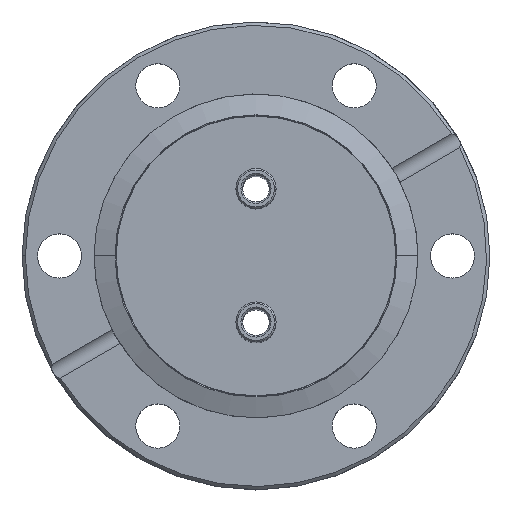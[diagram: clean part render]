
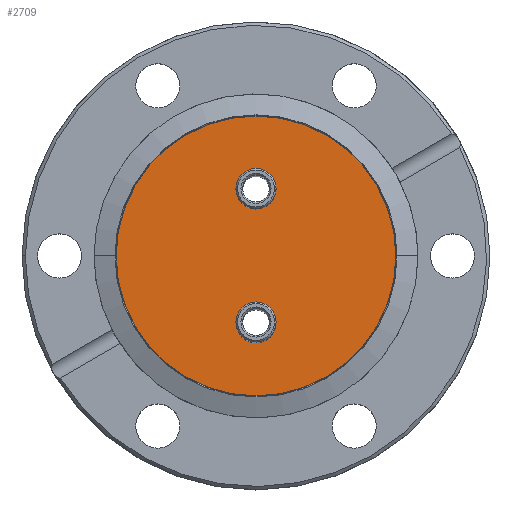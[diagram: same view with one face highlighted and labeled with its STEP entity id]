
A CAD part, top view. The second image highlights one B-rep face of the part: STEP entity #2709.
In plain terms, the highlighted planar face has unit normal (0, 0, 1).
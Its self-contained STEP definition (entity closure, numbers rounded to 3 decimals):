
#53 = CIRCLE ( 'NONE', #2300, 3. ) ;
#59 = DIRECTION ( 'NONE',  ( 0., 0., 1. ) ) ;
#113 = DIRECTION ( 'NONE',  ( 0., 0., 1. ) ) ;
#136 = ORIENTED_EDGE ( 'NONE', *, *, #590, .F. ) ;
#190 = AXIS2_PLACEMENT_3D ( 'NONE', #2002, #511, #2248 ) ;
#511 = DIRECTION ( 'NONE',  ( 0., 0., 1. ) ) ;
#586 = CARTESIAN_POINT ( 'NONE',  ( 0., 10., -1.2 ) ) ;
#590 = EDGE_CURVE ( 'NONE', #1550, #2336, #53, .T. ) ;
#667 = CARTESIAN_POINT ( 'NONE',  ( 0., 0., -1.2 ) ) ;
#807 = ORIENTED_EDGE ( 'NONE', *, *, #2043, .T. ) ;
#843 = DIRECTION ( 'NONE',  ( 1., 0., 0. ) ) ;
#876 = CIRCLE ( 'NONE', #1229, 20.898 ) ;
#917 = DIRECTION ( 'NONE',  ( 1., 0., 0. ) ) ;
#965 = CARTESIAN_POINT ( 'NONE',  ( -3., -10., -1.2 ) ) ;
#1042 = EDGE_CURVE ( 'NONE', #2336, #1550, #3016, .T. ) ;
#1074 = CARTESIAN_POINT ( 'NONE',  ( 3., -10., -1.2 ) ) ;
#1086 = FACE_BOUND ( 'NONE', #2875, .T. ) ;
#1126 = EDGE_CURVE ( 'NONE', #2305, #2214, #1814, .T. ) ;
#1161 = DIRECTION ( 'NONE',  ( 1., 0., 0. ) ) ;
#1229 = AXIS2_PLACEMENT_3D ( 'NONE', #1234, #2943, #1504 ) ;
#1234 = CARTESIAN_POINT ( 'NONE',  ( 0., 0., -1.2 ) ) ;
#1246 = AXIS2_PLACEMENT_3D ( 'NONE', #1601, #59, #1829 ) ;
#1269 = VERTEX_POINT ( 'NONE', #1635 ) ;
#1504 = DIRECTION ( 'NONE',  ( 1., 0., 0. ) ) ;
#1509 = CARTESIAN_POINT ( 'NONE',  ( 0., 0., -1.2 ) ) ;
#1550 = VERTEX_POINT ( 'NONE', #965 ) ;
#1601 = CARTESIAN_POINT ( 'NONE',  ( 0., -10., -1.2 ) ) ;
#1607 = AXIS2_PLACEMENT_3D ( 'NONE', #586, #2332, #843 ) ;
#1630 = ORIENTED_EDGE ( 'NONE', *, *, #2270, .F. ) ;
#1635 = CARTESIAN_POINT ( 'NONE',  ( -20.898, 0., -1.2 ) ) ;
#1637 = DIRECTION ( 'NONE',  ( 1., 0., 0. ) ) ;
#1814 = CIRCLE ( 'NONE', #1607, 3. ) ;
#1829 = DIRECTION ( 'NONE',  ( 1., 0., 0. ) ) ;
#1868 = CARTESIAN_POINT ( 'NONE',  ( 0., -10., -1.2 ) ) ;
#1876 = EDGE_LOOP ( 'NONE', ( #2856, #136 ) ) ;
#1973 = EDGE_CURVE ( 'NONE', #1269, #2280, #2207, .T. ) ;
#2002 = CARTESIAN_POINT ( 'NONE',  ( 0., 10., -1.2 ) ) ;
#2043 = EDGE_CURVE ( 'NONE', #2280, #1269, #876, .T. ) ;
#2112 = ORIENTED_EDGE ( 'NONE', *, *, #1973, .T. ) ;
#2113 = DIRECTION ( 'NONE',  ( 0., 0., 1. ) ) ;
#2151 = PLANE ( 'NONE',  #2914 ) ;
#2207 = CIRCLE ( 'NONE', #3181, 20.898 ) ;
#2214 = VERTEX_POINT ( 'NONE', #2551 ) ;
#2248 = DIRECTION ( 'NONE',  ( 1., 0., 0. ) ) ;
#2270 = EDGE_CURVE ( 'NONE', #2214, #2305, #2513, .T. ) ;
#2280 = VERTEX_POINT ( 'NONE', #2946 ) ;
#2300 = AXIS2_PLACEMENT_3D ( 'NONE', #1868, #113, #1637 ) ;
#2305 = VERTEX_POINT ( 'NONE', #2537 ) ;
#2332 = DIRECTION ( 'NONE',  ( 0., 0., 1. ) ) ;
#2336 = VERTEX_POINT ( 'NONE', #1074 ) ;
#2405 = DIRECTION ( 'NONE',  ( 0., 0., 1. ) ) ;
#2435 = EDGE_LOOP ( 'NONE', ( #807, #2112 ) ) ;
#2513 = CIRCLE ( 'NONE', #190, 3. ) ;
#2537 = CARTESIAN_POINT ( 'NONE',  ( 3., 10., -1.2 ) ) ;
#2551 = CARTESIAN_POINT ( 'NONE',  ( -3., 10., -1.2 ) ) ;
#2571 = ORIENTED_EDGE ( 'NONE', *, *, #1126, .F. ) ;
#2709 = ADVANCED_FACE ( 'NONE', ( #3044, #1086, #2970 ), #2151, .T. ) ;
#2856 = ORIENTED_EDGE ( 'NONE', *, *, #1042, .F. ) ;
#2875 = EDGE_LOOP ( 'NONE', ( #2571, #1630 ) ) ;
#2914 = AXIS2_PLACEMENT_3D ( 'NONE', #667, #2405, #917 ) ;
#2943 = DIRECTION ( 'NONE',  ( 0., 0., 1. ) ) ;
#2946 = CARTESIAN_POINT ( 'NONE',  ( 20.898, 0., -1.2 ) ) ;
#2970 = FACE_OUTER_BOUND ( 'NONE', #2435, .T. ) ;
#3016 = CIRCLE ( 'NONE', #1246, 3. ) ;
#3044 = FACE_BOUND ( 'NONE', #1876, .T. ) ;
#3181 = AXIS2_PLACEMENT_3D ( 'NONE', #1509, #2113, #1161 ) ;
